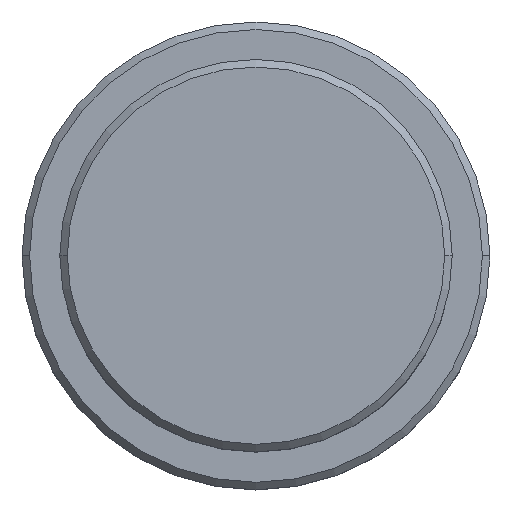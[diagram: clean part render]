
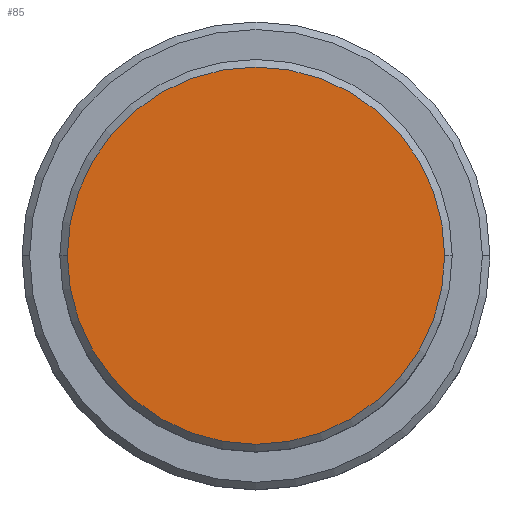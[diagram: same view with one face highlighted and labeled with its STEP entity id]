
A CAD part, top view. The second image highlights one B-rep face of the part: STEP entity #85.
In plain terms, the highlighted planar face has unit normal (0, 0, 1).
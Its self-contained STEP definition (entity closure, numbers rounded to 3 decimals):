
#15 = CARTESIAN_POINT ( 'NONE',  ( 0., 0., 0. ) ) ;
#52 = CIRCLE ( 'NONE', #585, 12.5 ) ;
#64 = CARTESIAN_POINT ( 'NONE',  ( 0., 0., 0. ) ) ;
#85 = ADVANCED_FACE ( 'NONE', ( #1351 ), #1044, .T. ) ;
#175 = DIRECTION ( 'NONE',  ( 1., 0., 0. ) ) ;
#218 = VERTEX_POINT ( 'NONE', #1085 ) ;
#333 = EDGE_LOOP ( 'NONE', ( #872, #926 ) ) ;
#371 = CIRCLE ( 'NONE', #1285, 12.5 ) ;
#372 = DIRECTION ( 'NONE',  ( 0., 0., 1. ) ) ;
#469 = DIRECTION ( 'NONE',  ( 1., 0., 0. ) ) ;
#502 = AXIS2_PLACEMENT_3D ( 'NONE', #64, #372, #805 ) ;
#581 = CARTESIAN_POINT ( 'NONE',  ( -12.5, 0., 0. ) ) ;
#585 = AXIS2_PLACEMENT_3D ( 'NONE', #15, #1228, #469 ) ;
#598 = CARTESIAN_POINT ( 'NONE',  ( 0., 0., 0. ) ) ;
#805 = DIRECTION ( 'NONE',  ( 1., 0., 0. ) ) ;
#872 = ORIENTED_EDGE ( 'NONE', *, *, #1357, .T. ) ;
#926 = ORIENTED_EDGE ( 'NONE', *, *, #1204, .T. ) ;
#1044 = PLANE ( 'NONE',  #502 ) ;
#1085 = CARTESIAN_POINT ( 'NONE',  ( 12.5, 0., 0. ) ) ;
#1197 = VERTEX_POINT ( 'NONE', #581 ) ;
#1204 = EDGE_CURVE ( 'NONE', #218, #1197, #52, .T. ) ;
#1228 = DIRECTION ( 'NONE',  ( 0., 0., 1. ) ) ;
#1285 = AXIS2_PLACEMENT_3D ( 'NONE', #598, #1359, #175 ) ;
#1351 = FACE_OUTER_BOUND ( 'NONE', #333, .T. ) ;
#1357 = EDGE_CURVE ( 'NONE', #1197, #218, #371, .T. ) ;
#1359 = DIRECTION ( 'NONE',  ( 0., 0., 1. ) ) ;
